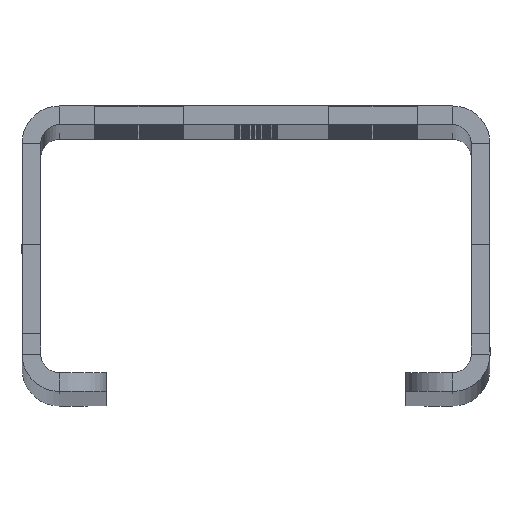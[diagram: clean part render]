
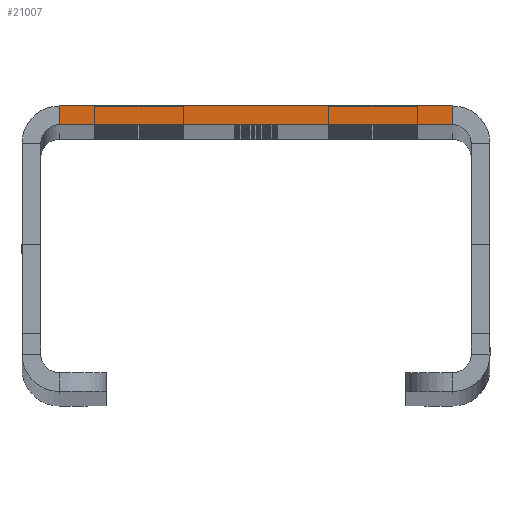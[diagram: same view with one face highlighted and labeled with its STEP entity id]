
A CAD part, top view. The second image highlights one B-rep face of the part: STEP entity #21007.
In plain terms, the highlighted planar face has unit normal (0, 0, 1).
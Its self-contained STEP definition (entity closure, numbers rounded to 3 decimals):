
#731 = EDGE_CURVE ( 'NONE', #30999, #32924, #30906, .T. ) ;
#1565 = CARTESIAN_POINT ( 'NONE',  ( -21., 0., 445.5 ) ) ;
#2618 = VECTOR ( 'NONE', #5856, 1000. ) ;
#2657 = CARTESIAN_POINT ( 'NONE',  ( 25., -2., 445.5 ) ) ;
#3307 = LINE ( 'NONE', #34538, #28814 ) ;
#4119 = ORIENTED_EDGE ( 'NONE', *, *, #28046, .T. ) ;
#4885 = VECTOR ( 'NONE', #33802, 1000. ) ;
#5109 = EDGE_CURVE ( 'NONE', #35375, #8740, #22646, .T. ) ;
#5856 = DIRECTION ( 'NONE',  ( 1., 0., 0. ) ) ;
#7577 = VECTOR ( 'NONE', #33505, 1000. ) ;
#8069 = CARTESIAN_POINT ( 'NONE',  ( -21., -2., 445.5 ) ) ;
#8740 = VERTEX_POINT ( 'NONE', #29742 ) ;
#8772 = CARTESIAN_POINT ( 'NONE',  ( 25., 0., 445.5 ) ) ;
#12541 = EDGE_CURVE ( 'NONE', #35375, #30999, #22334, .T. ) ;
#13800 = DIRECTION ( 'NONE',  ( 0., 0., 1. ) ) ;
#16646 = EDGE_LOOP ( 'NONE', ( #21211, #28297, #4119, #29908 ) ) ;
#16892 = FACE_OUTER_BOUND ( 'NONE', #16646, .T. ) ;
#17511 = CARTESIAN_POINT ( 'NONE',  ( 25., -2., 445.5 ) ) ;
#17916 = CARTESIAN_POINT ( 'NONE',  ( -21., -2., 445.5 ) ) ;
#20322 = CARTESIAN_POINT ( 'NONE',  ( 21., 0., 445.5 ) ) ;
#21007 = ADVANCED_FACE ( 'NONE', ( #16892 ), #30433, .T. ) ;
#21211 = ORIENTED_EDGE ( 'NONE', *, *, #12541, .F. ) ;
#22334 = LINE ( 'NONE', #8069, #7577 ) ;
#22646 = LINE ( 'NONE', #17511, #4885 ) ;
#28046 = EDGE_CURVE ( 'NONE', #8740, #32924, #3307, .T. ) ;
#28297 = ORIENTED_EDGE ( 'NONE', *, *, #5109, .T. ) ;
#28814 = VECTOR ( 'NONE', #34008, 1000. ) ;
#29742 = CARTESIAN_POINT ( 'NONE',  ( 21., -2., 445.5 ) ) ;
#29908 = ORIENTED_EDGE ( 'NONE', *, *, #731, .F. ) ;
#30433 = PLANE ( 'NONE',  #31084 ) ;
#30906 = LINE ( 'NONE', #8772, #2618 ) ;
#30999 = VERTEX_POINT ( 'NONE', #1565 ) ;
#31084 = AXIS2_PLACEMENT_3D ( 'NONE', #2657, #13800, #36085 ) ;
#32924 = VERTEX_POINT ( 'NONE', #20322 ) ;
#33505 = DIRECTION ( 'NONE',  ( 0., 1., 0. ) ) ;
#33802 = DIRECTION ( 'NONE',  ( 1., 0., 0. ) ) ;
#34008 = DIRECTION ( 'NONE',  ( 0., 1., 0. ) ) ;
#34538 = CARTESIAN_POINT ( 'NONE',  ( 21., -2., 445.5 ) ) ;
#35375 = VERTEX_POINT ( 'NONE', #17916 ) ;
#36085 = DIRECTION ( 'NONE',  ( 1., 0., 0. ) ) ;
